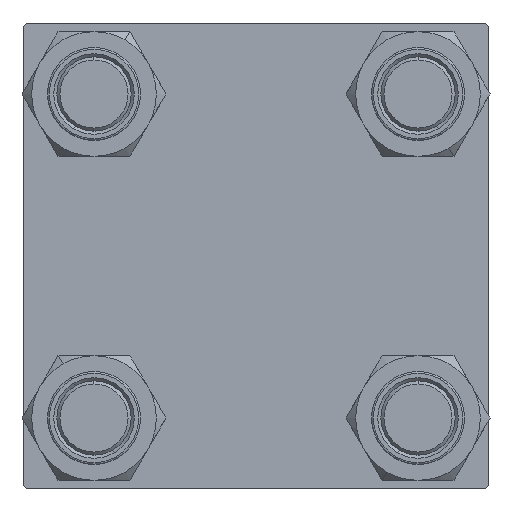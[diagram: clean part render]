
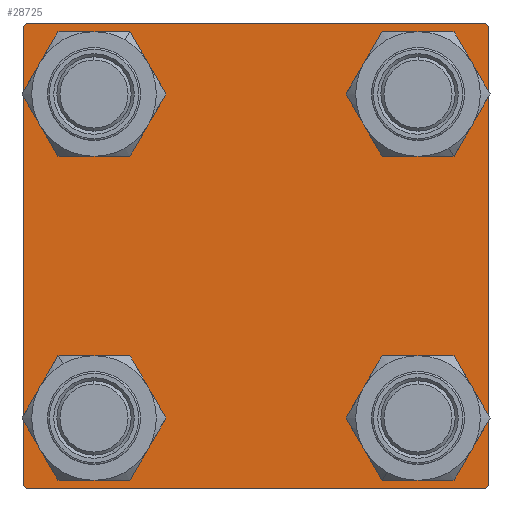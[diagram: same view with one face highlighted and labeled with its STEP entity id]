
A CAD part, left-side view. The second image highlights one B-rep face of the part: STEP entity #28725.
In plain terms, the highlighted planar face has unit normal (-1, 0, 0).
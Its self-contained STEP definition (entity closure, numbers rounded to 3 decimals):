
#283 = EDGE_CURVE ( 'NONE', #1623, #14114, #46215, .T. ) ;
#805 = AXIS2_PLACEMENT_3D ( 'NONE', #14106, #33628, #34378 ) ;
#1011 = DIRECTION ( 'NONE',  ( 1., 0., 0. ) ) ;
#1016 = CARTESIAN_POINT ( 'NONE',  ( 0., -37.5, 37. ) ) ;
#1500 = CARTESIAN_POINT ( 'NONE',  ( 0., 26.15, -32.65 ) ) ;
#1589 = LINE ( 'NONE', #41141, #47362 ) ;
#1623 = VERTEX_POINT ( 'NONE', #38820 ) ;
#1677 = EDGE_CURVE ( 'NONE', #41597, #12767, #21513, .T. ) ;
#1762 = ORIENTED_EDGE ( 'NONE', *, *, #25361, .T. ) ;
#1986 = CARTESIAN_POINT ( 'NONE',  ( 0., -26.15, 26.15 ) ) ;
#2144 = EDGE_CURVE ( 'NONE', #12435, #10803, #10963, .T. ) ;
#2291 = ORIENTED_EDGE ( 'NONE', *, *, #4152, .T. ) ;
#2459 = PLANE ( 'NONE',  #31500 ) ;
#2978 = AXIS2_PLACEMENT_3D ( 'NONE', #45492, #38650, #3625 ) ;
#3301 = ORIENTED_EDGE ( 'NONE', *, *, #23290, .T. ) ;
#3625 = DIRECTION ( 'NONE',  ( 0., 0., 1. ) ) ;
#3637 = DIRECTION ( 'NONE',  ( 0., 0.707, 0.707 ) ) ;
#3713 = CARTESIAN_POINT ( 'NONE',  ( 0., 37., 37.5 ) ) ;
#4152 = EDGE_CURVE ( 'NONE', #42253, #4181, #13970, .T. ) ;
#4181 = VERTEX_POINT ( 'NONE', #39872 ) ;
#4660 = CIRCLE ( 'NONE', #41113, 6.5 ) ;
#5300 = CARTESIAN_POINT ( 'NONE',  ( 0., 0., 0. ) ) ;
#5560 = DIRECTION ( 'NONE',  ( 1., 0., 0. ) ) ;
#5905 = VECTOR ( 'NONE', #43606, 1000. ) ;
#6021 = CARTESIAN_POINT ( 'NONE',  ( 0., 37.25, -37.25 ) ) ;
#7008 = LINE ( 'NONE', #6021, #41056 ) ;
#7501 = VERTEX_POINT ( 'NONE', #1016 ) ;
#8396 = LINE ( 'NONE', #27678, #48982 ) ;
#8754 = ORIENTED_EDGE ( 'NONE', *, *, #21067, .T. ) ;
#8855 = CARTESIAN_POINT ( 'NONE',  ( 0., -26.15, 26.15 ) ) ;
#9869 = VERTEX_POINT ( 'NONE', #22669 ) ;
#10067 = ORIENTED_EDGE ( 'NONE', *, *, #11151, .T. ) ;
#10348 = CARTESIAN_POINT ( 'NONE',  ( 0., -26.15, -26.15 ) ) ;
#10359 = DIRECTION ( 'NONE',  ( 1., 0., 0. ) ) ;
#10803 = VERTEX_POINT ( 'NONE', #28962 ) ;
#10963 = CIRCLE ( 'NONE', #29592, 6.5 ) ;
#11076 = EDGE_CURVE ( 'NONE', #9869, #17683, #32232, .T. ) ;
#11151 = EDGE_CURVE ( 'NONE', #10803, #12435, #4660, .T. ) ;
#11731 = ORIENTED_EDGE ( 'NONE', *, *, #20714, .T. ) ;
#11990 = AXIS2_PLACEMENT_3D ( 'NONE', #39602, #1011, #40102 ) ;
#12000 = CARTESIAN_POINT ( 'NONE',  ( 0., 37., -37.5 ) ) ;
#12435 = VERTEX_POINT ( 'NONE', #35659 ) ;
#12767 = VERTEX_POINT ( 'NONE', #1500 ) ;
#13499 = DIRECTION ( 'NONE',  ( 0., 0., 1. ) ) ;
#13970 = LINE ( 'NONE', #21108, #24004 ) ;
#14106 = CARTESIAN_POINT ( 'NONE',  ( 0., 26.15, 26.15 ) ) ;
#14114 = VERTEX_POINT ( 'NONE', #50036 ) ;
#15105 = ORIENTED_EDGE ( 'NONE', *, *, #283, .T. ) ;
#15351 = DIRECTION ( 'NONE',  ( 0., 0., 1. ) ) ;
#16011 = CARTESIAN_POINT ( 'NONE',  ( 0., 26.15, -19.65 ) ) ;
#16717 = LINE ( 'NONE', #36261, #5905 ) ;
#16909 = LINE ( 'NONE', #47848, #39862 ) ;
#17683 = VERTEX_POINT ( 'NONE', #40153 ) ;
#17957 = DIRECTION ( 'NONE',  ( 1., 0., 0. ) ) ;
#19366 = VERTEX_POINT ( 'NONE', #12000 ) ;
#19504 = CARTESIAN_POINT ( 'NONE',  ( 0., -37., 37.5 ) ) ;
#20619 = DIRECTION ( 'NONE',  ( 1., 0., 0. ) ) ;
#20714 = EDGE_CURVE ( 'NONE', #12767, #41597, #49156, .T. ) ;
#21067 = EDGE_CURVE ( 'NONE', #4181, #19366, #7008, .T. ) ;
#21108 = CARTESIAN_POINT ( 'NONE',  ( 0., 37.5, 37.5 ) ) ;
#21283 = FACE_BOUND ( 'NONE', #37461, .T. ) ;
#21513 = CIRCLE ( 'NONE', #36121, 6.5 ) ;
#21783 = CARTESIAN_POINT ( 'NONE',  ( 0., 26.15, -26.15 ) ) ;
#22466 = AXIS2_PLACEMENT_3D ( 'NONE', #8855, #47400, #35509 ) ;
#22669 = CARTESIAN_POINT ( 'NONE',  ( 0., -26.15, 32.65 ) ) ;
#23290 = EDGE_CURVE ( 'NONE', #17683, #9869, #33073, .T. ) ;
#24004 = VECTOR ( 'NONE', #36585, 1000. ) ;
#24113 = EDGE_LOOP ( 'NONE', ( #32095, #11731 ) ) ;
#25361 = EDGE_CURVE ( 'NONE', #7501, #42175, #48393, .T. ) ;
#26072 = EDGE_CURVE ( 'NONE', #33156, #33337, #26555, .T. ) ;
#26555 = CIRCLE ( 'NONE', #11990, 6.5 ) ;
#27275 = CARTESIAN_POINT ( 'NONE',  ( 0., 26.15, 32.65 ) ) ;
#27678 = CARTESIAN_POINT ( 'NONE',  ( 0., 37.5, 37.5 ) ) ;
#28725 = ADVANCED_FACE ( 'NONE', ( #44839, #21283, #37248, #41033, #33426 ), #2459, .T. ) ;
#28962 = CARTESIAN_POINT ( 'NONE',  ( 0., -26.15, -19.65 ) ) ;
#29216 = CARTESIAN_POINT ( 'NONE',  ( 0., -26.15, -26.15 ) ) ;
#29592 = AXIS2_PLACEMENT_3D ( 'NONE', #29216, #20619, #13499 ) ;
#29804 = ORIENTED_EDGE ( 'NONE', *, *, #11076, .T. ) ;
#30547 = VECTOR ( 'NONE', #3637, 1000. ) ;
#30805 = CIRCLE ( 'NONE', #805, 6.5 ) ;
#31500 = AXIS2_PLACEMENT_3D ( 'NONE', #5300, #36263, #36766 ) ;
#31625 = DIRECTION ( 'NONE',  ( 0., 0., -1. ) ) ;
#31879 = EDGE_CURVE ( 'NONE', #33337, #33156, #30805, .T. ) ;
#32095 = ORIENTED_EDGE ( 'NONE', *, *, #1677, .T. ) ;
#32232 = CIRCLE ( 'NONE', #22466, 6.5 ) ;
#32698 = DIRECTION ( 'NONE',  ( 0., 0., 1. ) ) ;
#33073 = CIRCLE ( 'NONE', #39547, 6.5 ) ;
#33156 = VERTEX_POINT ( 'NONE', #27275 ) ;
#33337 = VERTEX_POINT ( 'NONE', #43770 ) ;
#33426 = FACE_OUTER_BOUND ( 'NONE', #34257, .T. ) ;
#33507 = EDGE_LOOP ( 'NONE', ( #29804, #3301 ) ) ;
#33628 = DIRECTION ( 'NONE',  ( 1., 0., 0. ) ) ;
#34090 = CARTESIAN_POINT ( 'NONE',  ( 0., -37.25, 37.25 ) ) ;
#34257 = EDGE_LOOP ( 'NONE', ( #2291, #8754, #41166, #15105, #46178, #1762, #35544, #41420 ) ) ;
#34378 = DIRECTION ( 'NONE',  ( 0., 0., 1. ) ) ;
#35509 = DIRECTION ( 'NONE',  ( 0., 0., 1. ) ) ;
#35544 = ORIENTED_EDGE ( 'NONE', *, *, #48908, .F. ) ;
#35659 = CARTESIAN_POINT ( 'NONE',  ( 0., -26.15, -32.65 ) ) ;
#36121 = AXIS2_PLACEMENT_3D ( 'NONE', #21783, #10359, #15351 ) ;
#36176 = ORIENTED_EDGE ( 'NONE', *, *, #26072, .T. ) ;
#36261 = CARTESIAN_POINT ( 'NONE',  ( 0., 37.5, -37.5 ) ) ;
#36263 = DIRECTION ( 'NONE',  ( -1., 0., 0. ) ) ;
#36585 = DIRECTION ( 'NONE',  ( 0., 0., -1. ) ) ;
#36766 = DIRECTION ( 'NONE',  ( 0., 0., 1. ) ) ;
#37248 = FACE_BOUND ( 'NONE', #24113, .T. ) ;
#37461 = EDGE_LOOP ( 'NONE', ( #10067, #44416 ) ) ;
#37714 = DIRECTION ( 'NONE',  ( 0., -0.707, -0.707 ) ) ;
#38650 = DIRECTION ( 'NONE',  ( 1., 0., 0. ) ) ;
#38820 = CARTESIAN_POINT ( 'NONE',  ( 0., -37., -37.5 ) ) ;
#39287 = VECTOR ( 'NONE', #46716, 1000. ) ;
#39538 = CARTESIAN_POINT ( 'NONE',  ( 0., 37.5, 37. ) ) ;
#39547 = AXIS2_PLACEMENT_3D ( 'NONE', #1986, #17957, #48892 ) ;
#39602 = CARTESIAN_POINT ( 'NONE',  ( 0., 26.15, 26.15 ) ) ;
#39862 = VECTOR ( 'NONE', #31625, 1000. ) ;
#39872 = CARTESIAN_POINT ( 'NONE',  ( 0., 37.5, -37. ) ) ;
#39985 = EDGE_CURVE ( 'NONE', #7501, #14114, #16909, .T. ) ;
#40102 = DIRECTION ( 'NONE',  ( 0., 0., 1. ) ) ;
#40153 = CARTESIAN_POINT ( 'NONE',  ( 0., -26.15, 19.65 ) ) ;
#41033 = FACE_BOUND ( 'NONE', #44981, .T. ) ;
#41056 = VECTOR ( 'NONE', #37714, 1000. ) ;
#41113 = AXIS2_PLACEMENT_3D ( 'NONE', #10348, #5560, #32698 ) ;
#41141 = CARTESIAN_POINT ( 'NONE',  ( 0., 37.25, 37.25 ) ) ;
#41166 = ORIENTED_EDGE ( 'NONE', *, *, #41249, .T. ) ;
#41249 = EDGE_CURVE ( 'NONE', #19366, #1623, #16717, .T. ) ;
#41420 = ORIENTED_EDGE ( 'NONE', *, *, #48704, .T. ) ;
#41597 = VERTEX_POINT ( 'NONE', #16011 ) ;
#42175 = VERTEX_POINT ( 'NONE', #19504 ) ;
#42253 = VERTEX_POINT ( 'NONE', #39538 ) ;
#42657 = CARTESIAN_POINT ( 'NONE',  ( 0., -37.25, -37.25 ) ) ;
#42802 = ORIENTED_EDGE ( 'NONE', *, *, #31879, .T. ) ;
#42896 = DIRECTION ( 'NONE',  ( 0., -1., 0. ) ) ;
#43200 = VERTEX_POINT ( 'NONE', #3713 ) ;
#43606 = DIRECTION ( 'NONE',  ( 0., -1., 0. ) ) ;
#43770 = CARTESIAN_POINT ( 'NONE',  ( 0., 26.15, 19.65 ) ) ;
#44223 = DIRECTION ( 'NONE',  ( 0., 0.707, -0.707 ) ) ;
#44416 = ORIENTED_EDGE ( 'NONE', *, *, #2144, .T. ) ;
#44839 = FACE_BOUND ( 'NONE', #33507, .T. ) ;
#44981 = EDGE_LOOP ( 'NONE', ( #36176, #42802 ) ) ;
#45492 = CARTESIAN_POINT ( 'NONE',  ( 0., 26.15, -26.15 ) ) ;
#46178 = ORIENTED_EDGE ( 'NONE', *, *, #39985, .F. ) ;
#46215 = LINE ( 'NONE', #42657, #39287 ) ;
#46716 = DIRECTION ( 'NONE',  ( 0., -0.707, 0.707 ) ) ;
#47362 = VECTOR ( 'NONE', #44223, 1000. ) ;
#47400 = DIRECTION ( 'NONE',  ( 1., 0., 0. ) ) ;
#47848 = CARTESIAN_POINT ( 'NONE',  ( 0., -37.5, 37.5 ) ) ;
#48393 = LINE ( 'NONE', #34090, #30547 ) ;
#48704 = EDGE_CURVE ( 'NONE', #43200, #42253, #1589, .T. ) ;
#48892 = DIRECTION ( 'NONE',  ( 0., 0., 1. ) ) ;
#48908 = EDGE_CURVE ( 'NONE', #43200, #42175, #8396, .T. ) ;
#48982 = VECTOR ( 'NONE', #42896, 1000. ) ;
#49156 = CIRCLE ( 'NONE', #2978, 6.5 ) ;
#50036 = CARTESIAN_POINT ( 'NONE',  ( 0., -37.5, -37. ) ) ;
